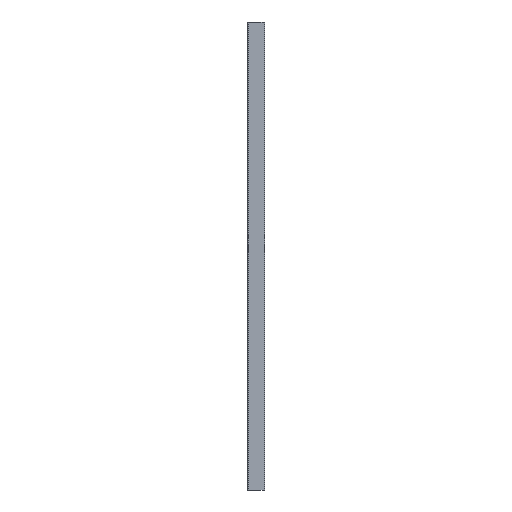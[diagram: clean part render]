
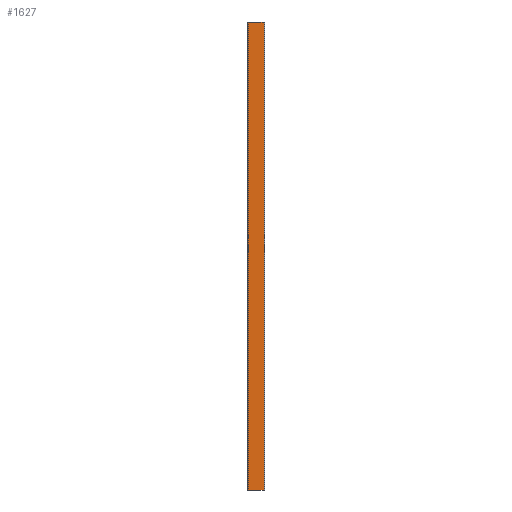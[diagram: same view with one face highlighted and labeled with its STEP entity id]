
A CAD part, left-side view. The second image highlights one B-rep face of the part: STEP entity #1627.
In plain terms, the highlighted planar face has unit normal (-1, 0, 0).
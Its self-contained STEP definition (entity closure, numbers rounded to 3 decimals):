
#94 = AXIS2_PLACEMENT_3D ( 'NONE', #159, #1602, #1638 ) ;
#97 = VECTOR ( 'NONE', #1463, 1000. ) ;
#109 = LINE ( 'NONE', #707, #97 ) ;
#127 = LINE ( 'NONE', #1380, #606 ) ;
#159 = CARTESIAN_POINT ( 'NONE',  ( -27., 0., 3000. ) ) ;
#192 = LINE ( 'NONE', #1521, #243 ) ;
#243 = VECTOR ( 'NONE', #1490, 1000. ) ;
#269 = VECTOR ( 'NONE', #659, 1000. ) ;
#303 = ORIENTED_EDGE ( 'NONE', *, *, #1371, .T. ) ;
#312 = CARTESIAN_POINT ( 'NONE',  ( -27., 1., 3000. ) ) ;
#366 = VERTEX_POINT ( 'NONE', #1234 ) ;
#382 = EDGE_LOOP ( 'NONE', ( #983, #494, #303, #764 ) ) ;
#466 = LINE ( 'NONE', #583, #269 ) ;
#494 = ORIENTED_EDGE ( 'NONE', *, *, #1357, .F. ) ;
#583 = CARTESIAN_POINT ( 'NONE',  ( -27., 0., 0. ) ) ;
#606 = VECTOR ( 'NONE', #1502, 1000. ) ;
#643 = EDGE_CURVE ( 'NONE', #1142, #1653, #466, .T. ) ;
#659 = DIRECTION ( 'NONE',  ( 0., 1., 0. ) ) ;
#707 = CARTESIAN_POINT ( 'NONE',  ( -27., 0., 3000. ) ) ;
#764 = ORIENTED_EDGE ( 'NONE', *, *, #1673, .T. ) ;
#799 = CARTESIAN_POINT ( 'NONE',  ( -27., 1., 0. ) ) ;
#824 = CARTESIAN_POINT ( 'NONE',  ( -27., 102., 0. ) ) ;
#983 = ORIENTED_EDGE ( 'NONE', *, *, #643, .F. ) ;
#1000 = VERTEX_POINT ( 'NONE', #312 ) ;
#1142 = VERTEX_POINT ( 'NONE', #799 ) ;
#1234 = CARTESIAN_POINT ( 'NONE',  ( -27., 102., 3000. ) ) ;
#1357 = EDGE_CURVE ( 'NONE', #1000, #1142, #127, .T. ) ;
#1371 = EDGE_CURVE ( 'NONE', #1000, #366, #109, .T. ) ;
#1380 = CARTESIAN_POINT ( 'NONE',  ( -27., 1., 3000. ) ) ;
#1463 = DIRECTION ( 'NONE',  ( 0., 1., 0. ) ) ;
#1490 = DIRECTION ( 'NONE',  ( 0., 0., -1. ) ) ;
#1502 = DIRECTION ( 'NONE',  ( 0., 0., -1. ) ) ;
#1521 = CARTESIAN_POINT ( 'NONE',  ( -27., 102., 3000. ) ) ;
#1531 = FACE_OUTER_BOUND ( 'NONE', #382, .T. ) ;
#1602 = DIRECTION ( 'NONE',  ( -1., 0., 0. ) ) ;
#1627 = ADVANCED_FACE ( 'NONE', ( #1531 ), #1633, .T. ) ;
#1633 = PLANE ( 'NONE',  #94 ) ;
#1638 = DIRECTION ( 'NONE',  ( 0., 0., 1. ) ) ;
#1653 = VERTEX_POINT ( 'NONE', #824 ) ;
#1673 = EDGE_CURVE ( 'NONE', #366, #1653, #192, .T. ) ;
